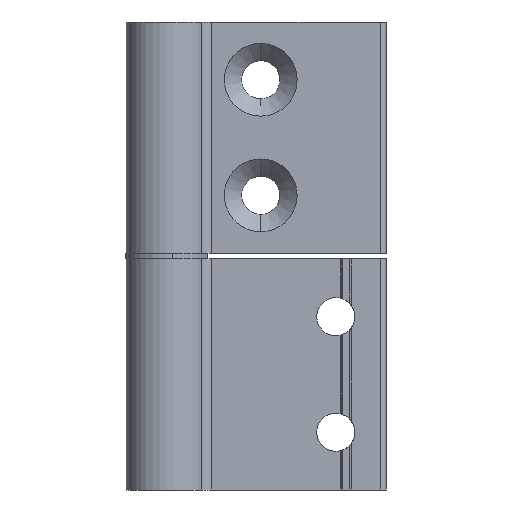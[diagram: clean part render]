
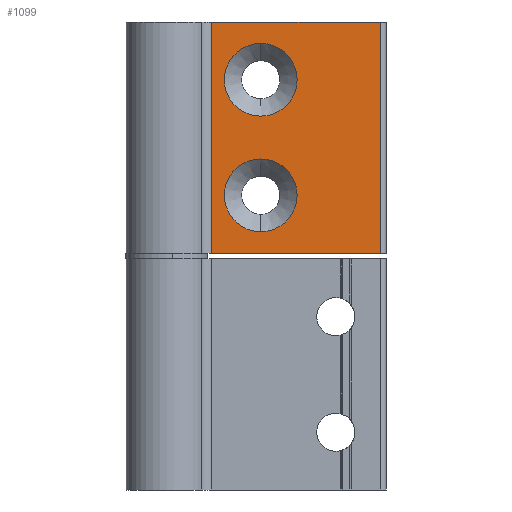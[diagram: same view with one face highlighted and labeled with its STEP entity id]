
A CAD part, front view. The second image highlights one B-rep face of the part: STEP entity #1099.
In plain terms, the highlighted face is planar.
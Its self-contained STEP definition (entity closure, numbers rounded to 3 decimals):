
#440 = VERTEX_POINT ( 'NONE', #2338 ) ;
#813 = VERTEX_POINT ( 'NONE', #2866 ) ;
#919 = EDGE_CURVE ( 'NONE', #1126, #813, #3075, .T. ) ;
#948 = EDGE_CURVE ( 'NONE', #1015, #982, #3092, .T. ) ;
#968 = EDGE_CURVE ( 'NONE', #982, #1015, #3170, .T. ) ;
#982 = VERTEX_POINT ( 'NONE', #3208 ) ;
#1015 = VERTEX_POINT ( 'NONE', #3227 ) ;
#1077 = EDGE_CURVE ( 'NONE', #1389, #3775, #3335, .T. ) ;
#1079 = EDGE_LOOP ( 'NONE', ( #1092, #1090 ) ) ;
#1086 = ORIENTED_EDGE ( 'NONE', *, *, #919, .F. ) ;
#1087 = EDGE_CURVE ( 'NONE', #813, #1126, #3366, .T. ) ;
#1089 = EDGE_LOOP ( 'NONE', ( #1466, #1133, #1134, #1117 ) ) ;
#1090 = ORIENTED_EDGE ( 'NONE', *, *, #968, .F. ) ;
#1092 = ORIENTED_EDGE ( 'NONE', *, *, #948, .F. ) ;
#1099 = ADVANCED_FACE ( 'NONE', ( #3341, #3399, #3342 ), #3394, .F. ) ;
#1102 = ORIENTED_EDGE ( 'NONE', *, *, #1087, .F. ) ;
#1106 = EDGE_LOOP ( 'NONE', ( #1102, #1086 ) ) ;
#1117 = ORIENTED_EDGE ( 'NONE', *, *, #1077, .T. ) ;
#1126 = VERTEX_POINT ( 'NONE', #3419 ) ;
#1127 = EDGE_CURVE ( 'NONE', #440, #4267, #3414, .T. ) ;
#1133 = ORIENTED_EDGE ( 'NONE', *, *, #1127, .F. ) ;
#1134 = ORIENTED_EDGE ( 'NONE', *, *, #1413, .F. ) ;
#1389 = VERTEX_POINT ( 'NONE', #3822 ) ;
#1413 = EDGE_CURVE ( 'NONE', #1389, #440, #3924, .T. ) ;
#1466 = ORIENTED_EDGE ( 'NONE', *, *, #3305, .T. ) ;
#2338 = CARTESIAN_POINT ( 'NONE',  ( 7.794, 2.5, 40. ) ) ;
#2866 = CARTESIAN_POINT ( 'NONE',  ( 16.294, 2.5, 16.3 ) ) ;
#3057 = DIRECTION ( 'NONE',  ( 0., 0., 1. ) ) ;
#3058 = DIRECTION ( 'NONE',  ( 0., 1., 0. ) ) ;
#3059 = CARTESIAN_POINT ( 'NONE',  ( 16.294, 2.5, 10. ) ) ;
#3068 = AXIS2_PLACEMENT_3D ( 'NONE', #3059, #3058, #3057 ) ;
#3075 = CIRCLE ( 'NONE', #3068, 6.3 ) ;
#3091 = AXIS2_PLACEMENT_3D ( 'NONE', #3145, #3135, #3134 ) ;
#3092 = CIRCLE ( 'NONE', #3091, 6.3 ) ;
#3134 = DIRECTION ( 'NONE',  ( 0., 0., 1. ) ) ;
#3135 = DIRECTION ( 'NONE',  ( 0., 1., 0. ) ) ;
#3145 = CARTESIAN_POINT ( 'NONE',  ( 16.294, 2.5, 30. ) ) ;
#3163 = DIRECTION ( 'NONE',  ( 0., 0., 1. ) ) ;
#3164 = DIRECTION ( 'NONE',  ( 0., 1., 0. ) ) ;
#3165 = CARTESIAN_POINT ( 'NONE',  ( 16.294, 2.5, 30. ) ) ;
#3166 = AXIS2_PLACEMENT_3D ( 'NONE', #3165, #3164, #3163 ) ;
#3170 = CIRCLE ( 'NONE', #3166, 6.3 ) ;
#3208 = CARTESIAN_POINT ( 'NONE',  ( 16.294, 2.5, 23.7 ) ) ;
#3227 = CARTESIAN_POINT ( 'NONE',  ( 16.294, 2.5, 36.3 ) ) ;
#3305 = EDGE_CURVE ( 'NONE', #3775, #4267, #4318, .T. ) ;
#3335 = LINE ( 'NONE', #3370, #3369 ) ;
#3341 = FACE_BOUND ( 'NONE', #1079, .T. ) ;
#3342 = FACE_OUTER_BOUND ( 'NONE', #1089, .T. ) ;
#3353 = DIRECTION ( 'NONE',  ( 0., 0., 1. ) ) ;
#3354 = DIRECTION ( 'NONE',  ( 0., 1., 0. ) ) ;
#3355 = CARTESIAN_POINT ( 'NONE',  ( 16.294, 2.5, 10. ) ) ;
#3356 = AXIS2_PLACEMENT_3D ( 'NONE', #3402, #3392, #3391 ) ;
#3364 = AXIS2_PLACEMENT_3D ( 'NONE', #3355, #3354, #3353 ) ;
#3366 = CIRCLE ( 'NONE', #3364, 6.3 ) ;
#3368 = DIRECTION ( 'NONE',  ( 0., 0., -1. ) ) ;
#3369 = VECTOR ( 'NONE', #3368, 1000. ) ;
#3370 = CARTESIAN_POINT ( 'NONE',  ( 37., 2.5, 40. ) ) ;
#3391 = DIRECTION ( 'NONE',  ( 1., 0., 0. ) ) ;
#3392 = DIRECTION ( 'NONE',  ( 0., -1., 0. ) ) ;
#3394 = PLANE ( 'NONE',  #3356 ) ;
#3399 = FACE_BOUND ( 'NONE', #1106, .T. ) ;
#3402 = CARTESIAN_POINT ( 'NONE',  ( 37., 2.5, 40. ) ) ;
#3412 = DIRECTION ( 'NONE',  ( 0., 0., -1. ) ) ;
#3413 = VECTOR ( 'NONE', #3412, 1000. ) ;
#3414 = LINE ( 'NONE', #3416, #3413 ) ;
#3416 = CARTESIAN_POINT ( 'NONE',  ( 7.794, 2.5, 40. ) ) ;
#3419 = CARTESIAN_POINT ( 'NONE',  ( 16.294, 2.5, 3.7 ) ) ;
#3775 = VERTEX_POINT ( 'NONE', #4312 ) ;
#3822 = CARTESIAN_POINT ( 'NONE',  ( 37., 2.5, 40. ) ) ;
#3921 = DIRECTION ( 'NONE',  ( -1., 0., 0. ) ) ;
#3922 = VECTOR ( 'NONE', #3921, 1000. ) ;
#3923 = CARTESIAN_POINT ( 'NONE',  ( 37., 2.5, 40. ) ) ;
#3924 = LINE ( 'NONE', #3923, #3922 ) ;
#4267 = VERTEX_POINT ( 'NONE', #4307 ) ;
#4307 = CARTESIAN_POINT ( 'NONE',  ( 7.794, 2.5, 0. ) ) ;
#4312 = CARTESIAN_POINT ( 'NONE',  ( 37., 2.5, 0. ) ) ;
#4315 = DIRECTION ( 'NONE',  ( -1., 0., 0. ) ) ;
#4316 = VECTOR ( 'NONE', #4315, 1000. ) ;
#4317 = CARTESIAN_POINT ( 'NONE',  ( 37., 2.5, 0. ) ) ;
#4318 = LINE ( 'NONE', #4317, #4316 ) ;
